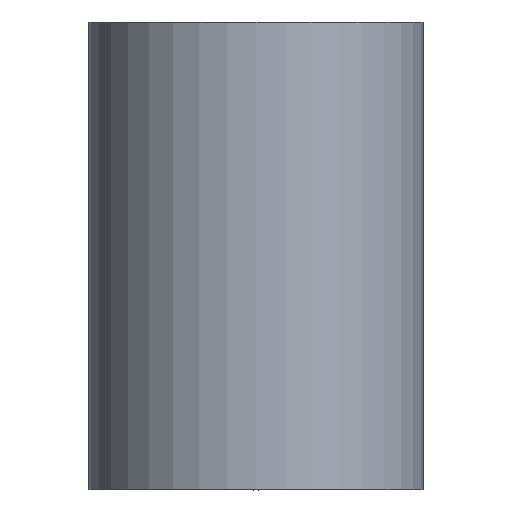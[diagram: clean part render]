
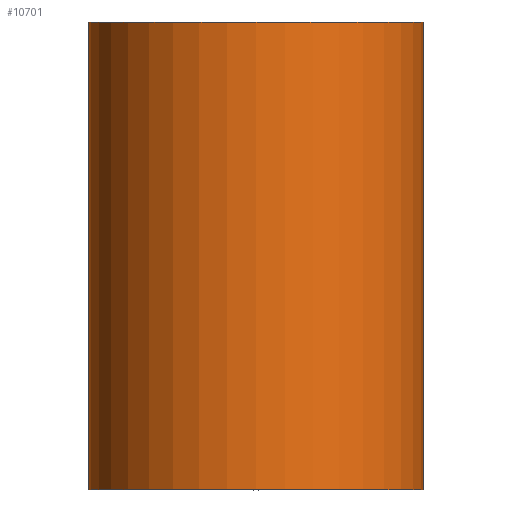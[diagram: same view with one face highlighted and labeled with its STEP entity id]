
A CAD part, top view. The second image highlights one B-rep face of the part: STEP entity #10701.
In plain terms, the highlighted cylindrical face has radius 30.4 mm (diameter 60.8 mm), a partial arc.
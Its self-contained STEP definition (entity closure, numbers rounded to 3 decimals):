
#268=CYLINDRICAL_SURFACE('',#11361,30.4);
#990=FACE_OUTER_BOUND('',#1612,.T.);
#1612=EDGE_LOOP('',(#9024,#9025,#9026,#9027));
#2034=CIRCLE('',#11062,30.4);
#2076=CIRCLE('',#11147,30.4);
#3115=LINE('',#16720,#4490);
#3116=LINE('',#16721,#4491);
#4490=VECTOR('',#13462,10.);
#4491=VECTOR('',#13463,10.);
#4941=VERTEX_POINT('',#14618);
#4942=VERTEX_POINT('',#14619);
#5021=VERTEX_POINT('',#14861);
#5022=VERTEX_POINT('',#14862);
#5954=EDGE_CURVE('',#4942,#4941,#2034,.T.);
#6074=EDGE_CURVE('',#5022,#5021,#2076,.T.);
#7022=EDGE_CURVE('',#5021,#4941,#3115,.T.);
#7023=EDGE_CURVE('',#4942,#5022,#3116,.T.);
#9024=ORIENTED_EDGE('',*,*,#6074,.T.);
#9025=ORIENTED_EDGE('',*,*,#7022,.T.);
#9026=ORIENTED_EDGE('',*,*,#5954,.F.);
#9027=ORIENTED_EDGE('',*,*,#7023,.T.);
#10701=ADVANCED_FACE('',(#990),#268,.T.);
#11062=AXIS2_PLACEMENT_3D('',#14621,#11838,#11839);
#11147=AXIS2_PLACEMENT_3D('',#14864,#12086,#12087);
#11361=AXIS2_PLACEMENT_3D('',#16719,#13460,#13461);
#11838=DIRECTION('center_axis',(0.,-1.,0.));
#11839=DIRECTION('ref_axis',(1.,0.,0.));
#12086=DIRECTION('center_axis',(0.,-1.,0.));
#12087=DIRECTION('ref_axis',(1.,0.,0.));
#13460=DIRECTION('center_axis',(0.,1.,0.));
#13461=DIRECTION('ref_axis',(0.,0.,1.));
#13462=DIRECTION('',(0.,-1.,0.));
#13463=DIRECTION('',(0.,1.,0.));
#14618=CARTESIAN_POINT('',(-0.387,-30.,-30.398));
#14619=CARTESIAN_POINT('',(0.387,-30.,-30.398));
#14621=CARTESIAN_POINT('Origin',(0.,-30.,0.));
#14861=CARTESIAN_POINT('',(-0.387,54.923,-30.398));
#14862=CARTESIAN_POINT('',(0.387,54.923,-30.398));
#14864=CARTESIAN_POINT('Origin',(0.,54.923,0.));
#16719=CARTESIAN_POINT('Origin',(0.,0.,0.));
#16720=CARTESIAN_POINT('',(-0.387,14.923,-30.398));
#16721=CARTESIAN_POINT('',(0.387,14.923,-30.398));
